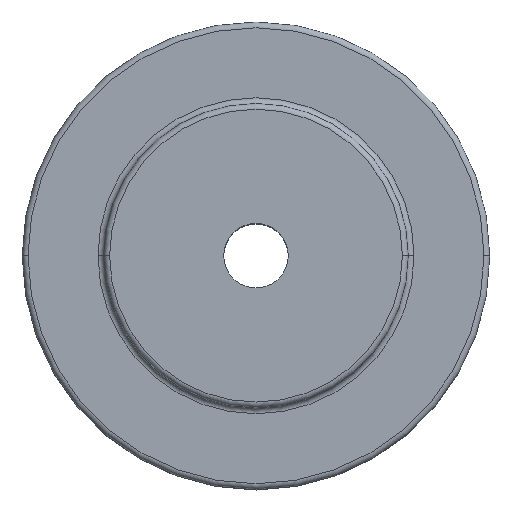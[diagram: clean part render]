
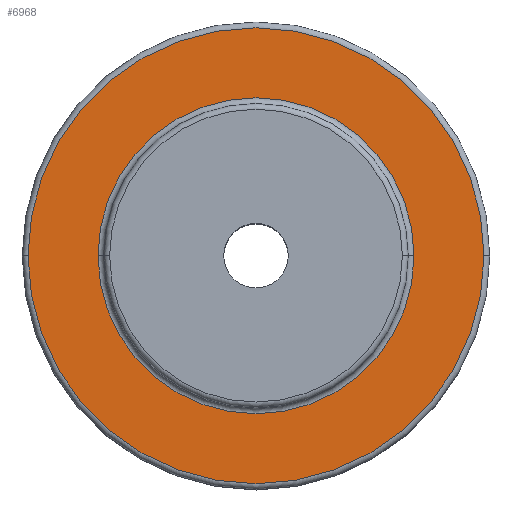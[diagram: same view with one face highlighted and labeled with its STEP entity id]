
A CAD part, top view. The second image highlights one B-rep face of the part: STEP entity #6968.
In plain terms, the highlighted planar face has unit normal (0, 0, 1).
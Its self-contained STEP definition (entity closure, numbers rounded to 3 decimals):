
#2110=CARTESIAN_POINT('',(0.,0.,26.2));
#2111=DIRECTION('',(0.,0.,-1.));
#2112=DIRECTION('',(-1.,0.,0.));
#2113=AXIS2_PLACEMENT_3D('',#2110,#2111,#2112);
#2115=CARTESIAN_POINT('',(0.,0.,26.2));
#2116=DIRECTION('',(0.,0.,-1.));
#2117=DIRECTION('',(1.,0.,0.));
#2118=AXIS2_PLACEMENT_3D('',#2115,#2116,#2117);
#2120=CARTESIAN_POINT('',(0.,0.,26.2));
#2121=DIRECTION('',(0.,0.,1.));
#2122=DIRECTION('',(-1.,0.,0.));
#2123=AXIS2_PLACEMENT_3D('',#2120,#2121,#2122);
#2125=CARTESIAN_POINT('',(0.,0.,26.2));
#2126=DIRECTION('',(0.,0.,1.));
#2127=DIRECTION('',(1.,0.,0.));
#2128=AXIS2_PLACEMENT_3D('',#2125,#2126,#2127);
#4288=CARTESIAN_POINT('',(-78.65,0.,26.2));
#4289=CARTESIAN_POINT('',(78.65,0.,26.2));
#4290=VERTEX_POINT('',#4288);
#4291=VERTEX_POINT('',#4289);
#4292=CARTESIAN_POINT('',(-54.5,0.,26.2));
#4293=CARTESIAN_POINT('',(54.5,0.,26.2));
#4294=VERTEX_POINT('',#4292);
#4295=VERTEX_POINT('',#4293);
#6953=CARTESIAN_POINT('',(0.,0.,26.2));
#6954=DIRECTION('',(0.,0.,1.));
#6955=DIRECTION('',(1.,0.,0.));
#6956=AXIS2_PLACEMENT_3D('',#6953,#6954,#6955);
#6957=PLANE('',#6956);
#6958=ORIENTED_EDGE('',*,*,#6932,.T.);
#6959=ORIENTED_EDGE('',*,*,#6945,.T.);
#6960=EDGE_LOOP('',(#6958,#6959));
#6961=FACE_OUTER_BOUND('',#6960,.F.);
#6963=ORIENTED_EDGE('',*,*,#6962,.T.);
#6965=ORIENTED_EDGE('',*,*,#6964,.T.);
#6966=EDGE_LOOP('',(#6963,#6965));
#6967=FACE_BOUND('',#6966,.F.);
#6968=ADVANCED_FACE('',(#6961,#6967),#6957,.T.);
#2114=CIRCLE('',#2113,78.65);
#2119=CIRCLE('',#2118,78.65);
#2124=CIRCLE('',#2123,54.5);
#2129=CIRCLE('',#2128,54.5);
#6932=EDGE_CURVE('',#4290,#4291,#2114,.T.);
#6945=EDGE_CURVE('',#4291,#4290,#2119,.T.);
#6962=EDGE_CURVE('',#4294,#4295,#2124,.T.);
#6964=EDGE_CURVE('',#4295,#4294,#2129,.T.);
